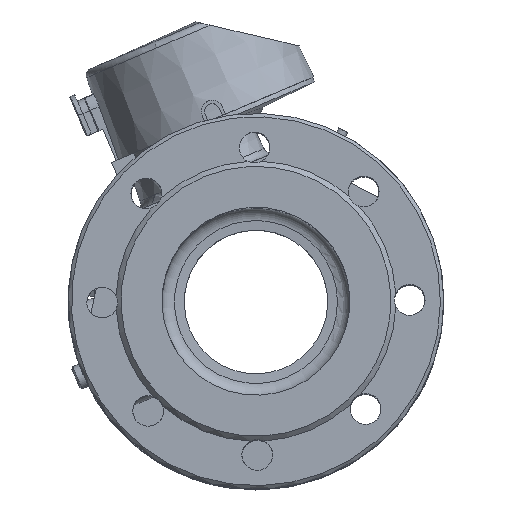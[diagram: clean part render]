
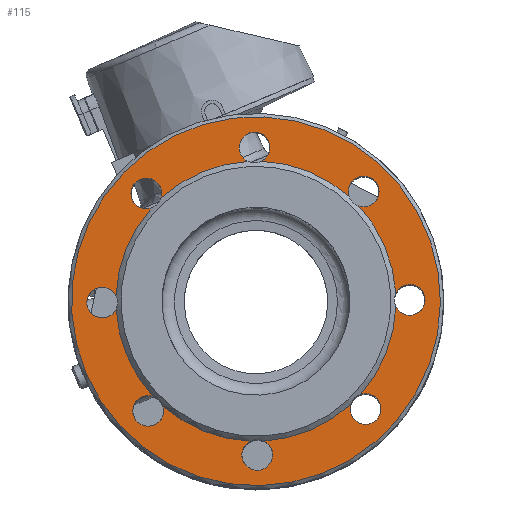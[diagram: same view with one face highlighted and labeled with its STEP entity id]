
A CAD part, top view. The second image highlights one B-rep face of the part: STEP entity #115.
In plain terms, the highlighted planar face has unit normal (0, 0, 1).
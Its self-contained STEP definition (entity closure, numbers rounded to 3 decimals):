
#115=ADVANCED_FACE('',(#856,#858),#860,.F.);
#856=FACE_BOUND('',#857,.T.);
#857=EDGE_LOOP('',(#3218,#3219,#3220,#3221,#3222,#3223,#3224,#3225,#3226,#3227,#3228,
#3229,#3230,#3231,#3232,#3233,#3234,#3235,#3236,#3237,#3238,#3239,#3240));
#858=FACE_OUTER_BOUND('',#859,.T.);
#859=EDGE_LOOP('',(#3241,#3242));
#860=PLANE('',#861);
#861=AXIS2_PLACEMENT_3D('',#862,#863,#864);
#862=CARTESIAN_POINT('',(0.,0.,-10.5));
#863=DIRECTION('',(0.,0.,-1.));
#864=DIRECTION('',(-1.,0.,-0.));
#3218=ORIENTED_EDGE('',*,*,#4799,.F.);
#3219=ORIENTED_EDGE('',*,*,#4800,.F.);
#3220=ORIENTED_EDGE('',*,*,#4772,.F.);
#3221=ORIENTED_EDGE('',*,*,#4801,.F.);
#3222=ORIENTED_EDGE('',*,*,#4802,.F.);
#3223=ORIENTED_EDGE('',*,*,#4770,.F.);
#3224=ORIENTED_EDGE('',*,*,#4803,.F.);
#3225=ORIENTED_EDGE('',*,*,#4767,.F.);
#3226=ORIENTED_EDGE('',*,*,#4804,.F.);
#3227=ORIENTED_EDGE('',*,*,#4764,.F.);
#3228=ORIENTED_EDGE('',*,*,#4805,.F.);
#3229=ORIENTED_EDGE('',*,*,#4806,.F.);
#3230=ORIENTED_EDGE('',*,*,#4762,.F.);
#3231=ORIENTED_EDGE('',*,*,#4807,.F.);
#3232=ORIENTED_EDGE('',*,*,#4808,.F.);
#3233=ORIENTED_EDGE('',*,*,#4760,.F.);
#3234=ORIENTED_EDGE('',*,*,#4778,.F.);
#3235=ORIENTED_EDGE('',*,*,#4809,.F.);
#3236=ORIENTED_EDGE('',*,*,#4810,.F.);
#3237=ORIENTED_EDGE('',*,*,#4776,.F.);
#3238=ORIENTED_EDGE('',*,*,#4811,.F.);
#3239=ORIENTED_EDGE('',*,*,#4812,.F.);
#3240=ORIENTED_EDGE('',*,*,#4774,.F.);
#3241=ORIENTED_EDGE('',*,*,#4813,.F.);
#3242=ORIENTED_EDGE('',*,*,#4814,.F.);
#4760=EDGE_CURVE('',#5630,#5632,#5633,.T.);
#4762=EDGE_CURVE('',#5634,#5636,#5637,.T.);
#4764=EDGE_CURVE('',#5638,#5640,#5641,.T.);
#4767=EDGE_CURVE('',#5644,#5646,#5647,.T.);
#4770=EDGE_CURVE('',#5650,#5652,#5653,.T.);
#4772=EDGE_CURVE('',#5654,#5656,#5657,.T.);
#4774=EDGE_CURVE('',#5658,#5660,#5661,.T.);
#4776=EDGE_CURVE('',#5662,#5664,#5665,.T.);
#4778=EDGE_CURVE('',#5666,#5630,#5668,.T.);
#4799=EDGE_CURVE('',#5707,#5658,#5708,.T.);
#4800=EDGE_CURVE('',#5656,#5707,#5709,.T.);
#4801=EDGE_CURVE('',#5710,#5654,#5711,.T.);
#4802=EDGE_CURVE('',#5652,#5710,#5712,.T.);
#4803=EDGE_CURVE('',#5646,#5650,#5713,.T.);
#4804=EDGE_CURVE('',#5640,#5644,#5714,.T.);
#4805=EDGE_CURVE('',#5715,#5638,#5716,.T.);
#4806=EDGE_CURVE('',#5636,#5715,#5717,.T.);
#4807=EDGE_CURVE('',#5718,#5634,#5719,.T.);
#4808=EDGE_CURVE('',#5632,#5718,#5720,.T.);
#4809=EDGE_CURVE('',#5721,#5666,#5722,.T.);
#4810=EDGE_CURVE('',#5664,#5721,#5723,.T.);
#4811=EDGE_CURVE('',#5724,#5662,#5725,.T.);
#4812=EDGE_CURVE('',#5660,#5724,#5726,.T.);
#4813=EDGE_CURVE('',#5727,#5728,#5729,.T.);
#4814=EDGE_CURVE('',#5728,#5727,#5730,.T.);
#5630=VERTEX_POINT('',#9433);
#5632=VERTEX_POINT('',#9437);
#5633=CIRCLE('',#9438,82.);
#5634=VERTEX_POINT('',#9442);
#5636=VERTEX_POINT('',#9505);
#5637=CIRCLE('',#9506,82.);
#5638=VERTEX_POINT('',#9510);
#5640=VERTEX_POINT('',#9573);
#5641=CIRCLE('',#9574,82.);
#5644=VERTEX_POINT('',#9586);
#5646=VERTEX_POINT('',#9654);
#5647=CIRCLE('',#9655,82.);
#5650=VERTEX_POINT('',#9703);
#5652=VERTEX_POINT('',#9751);
#5653=CIRCLE('',#9752,82.);
#5654=VERTEX_POINT('',#9756);
#5656=VERTEX_POINT('',#9823);
#5657=CIRCLE('',#9824,82.);
#5658=VERTEX_POINT('',#9828);
#5660=VERTEX_POINT('',#9891);
#5661=CIRCLE('',#9892,82.);
#5662=VERTEX_POINT('',#9896);
#5664=VERTEX_POINT('',#9959);
#5665=CIRCLE('',#9960,82.);
#5666=VERTEX_POINT('',#9964);
#5668=CIRCLE('',#10027,82.);
#5707=VERTEX_POINT('',#10127);
#5708=CIRCLE('',#10128,9.);
#5709=CIRCLE('',#10132,9.);
#5710=VERTEX_POINT('',#10136);
#5711=CIRCLE('',#10137,9.);
#5712=CIRCLE('',#10141,9.);
#5713=CIRCLE('',#10145,9.);
#5714=CIRCLE('',#10149,9.);
#5715=VERTEX_POINT('',#10153);
#5716=CIRCLE('',#10154,9.);
#5717=CIRCLE('',#10158,9.);
#5718=VERTEX_POINT('',#10162);
#5719=CIRCLE('',#10163,9.);
#5720=CIRCLE('',#10167,9.);
#5721=VERTEX_POINT('',#10171);
#5722=CIRCLE('',#10172,9.);
#5723=CIRCLE('',#10176,9.);
#5724=VERTEX_POINT('',#10180);
#5725=CIRCLE('',#10181,9.);
#5726=CIRCLE('',#10185,9.);
#5727=VERTEX_POINT('',#10189);
#5728=VERTEX_POINT('',#10190);
#5729=CIRCLE('',#10191,108.);
#5730=CIRCLE('',#10195,108.);
#9433=CARTESIAN_POINT('',(80.785,14.063,-10.5));
#9437=CARTESIAN_POINT('',(77.177,27.709,-10.5));
#9438=AXIS2_PLACEMENT_3D('',#9439,#9440,#9441);
#9439=CARTESIAN_POINT('',(0.,0.,-10.5));
#9440=DIRECTION('',(0.,-0.,1.));
#9441=DIRECTION('',(0.985,0.171,0.));
#9442=CARTESIAN_POINT('',(74.165,34.979,-10.5));
#9505=CARTESIAN_POINT('',(34.979,74.165,-10.5));
#9506=AXIS2_PLACEMENT_3D('',#9507,#9508,#9509);
#9507=CARTESIAN_POINT('',(0.,0.,-10.5));
#9508=DIRECTION('',(0.,-0.,1.));
#9509=DIRECTION('',(0.904,0.427,0.));
#9510=CARTESIAN_POINT('',(27.709,77.177,-10.5));
#9573=CARTESIAN_POINT('',(-27.709,77.177,-10.5));
#9574=AXIS2_PLACEMENT_3D('',#9575,#9576,#9577);
#9575=CARTESIAN_POINT('',(0.,0.,-10.5));
#9576=DIRECTION('',(0.,-0.,1.));
#9577=DIRECTION('',(0.338,0.941,0.));
#9586=CARTESIAN_POINT('',(-34.979,74.165,-10.5));
#9654=CARTESIAN_POINT('',(-74.165,34.979,-10.5));
#9655=AXIS2_PLACEMENT_3D('',#9656,#9657,#9658);
#9656=CARTESIAN_POINT('',(0.,0.,-10.5));
#9657=DIRECTION('',(0.,-0.,1.));
#9658=DIRECTION('',(-0.427,0.904,0.));
#9703=CARTESIAN_POINT('',(-77.177,27.709,-10.5));
#9751=CARTESIAN_POINT('',(-77.177,-27.709,-10.5));
#9752=AXIS2_PLACEMENT_3D('',#9753,#9754,#9755);
#9753=CARTESIAN_POINT('',(0.,0.,-10.5));
#9754=DIRECTION('',(0.,-0.,1.));
#9755=DIRECTION('',(-0.941,0.338,0.));
#9756=CARTESIAN_POINT('',(-74.165,-34.979,-10.5));
#9823=CARTESIAN_POINT('',(-34.979,-74.165,-10.5));
#9824=AXIS2_PLACEMENT_3D('',#9825,#9826,#9827);
#9825=CARTESIAN_POINT('',(0.,0.,-10.5));
#9826=DIRECTION('',(-0.,0.,1.));
#9827=DIRECTION('',(-0.904,-0.427,0.));
#9828=CARTESIAN_POINT('',(-27.709,-77.177,-10.5));
#9891=CARTESIAN_POINT('',(27.709,-77.177,-10.5));
#9892=AXIS2_PLACEMENT_3D('',#9893,#9894,#9895);
#9893=CARTESIAN_POINT('',(0.,0.,-10.5));
#9894=DIRECTION('',(-0.,0.,1.));
#9895=DIRECTION('',(-0.338,-0.941,0.));
#9896=CARTESIAN_POINT('',(34.979,-74.165,-10.5));
#9959=CARTESIAN_POINT('',(74.165,-34.979,-10.5));
#9960=AXIS2_PLACEMENT_3D('',#9961,#9962,#9963);
#9961=CARTESIAN_POINT('',(0.,0.,-10.5));
#9962=DIRECTION('',(-0.,0.,1.));
#9963=DIRECTION('',(0.427,-0.904,0.));
#9964=CARTESIAN_POINT('',(77.177,-27.709,-10.5));
#10027=AXIS2_PLACEMENT_3D('',#10028,#10029,#10030);
#10028=CARTESIAN_POINT('',(0.,0.,-10.5));
#10029=DIRECTION('',(-0.,0.,1.));
#10030=DIRECTION('',(0.941,-0.338,0.));
#10127=CARTESIAN_POINT('',(-42.856,-86.343,-10.5));
#10128=AXIS2_PLACEMENT_3D('',#10129,#10130,#10131);
#10129=CARTESIAN_POINT('',(-34.442,-83.149,-10.5));
#10130=DIRECTION('',(-0.,0.,1.));
#10131=DIRECTION('',(-0.935,-0.355,0.));
#10132=AXIS2_PLACEMENT_3D('',#10133,#10134,#10135);
#10133=CARTESIAN_POINT('',(-34.442,-83.149,-10.5));
#10134=DIRECTION('',(0.,-0.,1.));
#10135=DIRECTION('',(-0.06,0.998,0.));
#10136=CARTESIAN_POINT('',(-91.357,-38.132,-10.5));
#10137=AXIS2_PLACEMENT_3D('',#10138,#10139,#10140);
#10138=CARTESIAN_POINT('',(-83.149,-34.442,-10.5));
#10139=DIRECTION('',(-0.,0.,1.));
#10140=DIRECTION('',(-0.912,-0.41,0.));
#10141=AXIS2_PLACEMENT_3D('',#10142,#10143,#10144);
#10142=CARTESIAN_POINT('',(-83.149,-34.442,-10.5));
#10143=DIRECTION('',(0.,-0.,1.));
#10144=DIRECTION('',(0.664,0.748,0.));
#10145=AXIS2_PLACEMENT_3D('',#10146,#10147,#10148);
#10146=CARTESIAN_POINT('',(-83.149,34.442,-10.5));
#10147=DIRECTION('',(0.,-0.,1.));
#10148=DIRECTION('',(0.998,0.06,0.));
#10149=AXIS2_PLACEMENT_3D('',#10150,#10151,#10152);
#10150=CARTESIAN_POINT('',(-34.442,83.149,-10.5));
#10151=DIRECTION('',(-0.,0.,1.));
#10152=DIRECTION('',(0.748,-0.664,0.));
#10153=CARTESIAN_POINT('',(37.636,74.735,-10.5));
#10154=AXIS2_PLACEMENT_3D('',#10155,#10156,#10157);
#10155=CARTESIAN_POINT('',(34.442,83.149,-10.5));
#10156=DIRECTION('',(-0.,0.,1.));
#10157=DIRECTION('',(0.355,-0.935,0.));
#10158=AXIS2_PLACEMENT_3D('',#10159,#10160,#10161);
#10159=CARTESIAN_POINT('',(34.442,83.149,-10.5));
#10160=DIRECTION('',(-0.,0.,1.));
#10161=DIRECTION('',(0.06,-0.998,0.));
#10162=CARTESIAN_POINT('',(82.88,25.446,-10.5));
#10163=AXIS2_PLACEMENT_3D('',#10164,#10165,#10166);
#10164=CARTESIAN_POINT('',(83.149,34.442,-10.5));
#10165=DIRECTION('',(-0.,0.,1.));
#10166=DIRECTION('',(-0.03,-1.,0.));
#10167=AXIS2_PLACEMENT_3D('',#10168,#10169,#10170);
#10168=CARTESIAN_POINT('',(83.149,34.442,-10.5));
#10169=DIRECTION('',(-0.,0.,1.));
#10170=DIRECTION('',(-0.664,-0.748,0.));
#10171=CARTESIAN_POINT('',(79.458,-42.65,-10.5));
#10172=AXIS2_PLACEMENT_3D('',#10173,#10174,#10175);
#10173=CARTESIAN_POINT('',(83.149,-34.442,-10.5));
#10174=DIRECTION('',(-0.,0.,1.));
#10175=DIRECTION('',(-0.41,-0.912,0.));
#10176=AXIS2_PLACEMENT_3D('',#10177,#10178,#10179);
#10177=CARTESIAN_POINT('',(83.149,-34.442,-10.5));
#10178=DIRECTION('',(-0.,0.,1.));
#10179=DIRECTION('',(-0.998,-0.06,0.));
#10180=CARTESIAN_POINT('',(27.89,-89.32,-10.5));
#10181=AXIS2_PLACEMENT_3D('',#10182,#10183,#10184);
#10182=CARTESIAN_POINT('',(34.442,-83.149,-10.5));
#10183=DIRECTION('',(-0.,0.,1.));
#10184=DIRECTION('',(-0.728,-0.686,0.));
#10185=AXIS2_PLACEMENT_3D('',#10186,#10187,#10188);
#10186=CARTESIAN_POINT('',(34.442,-83.149,-10.5));
#10187=DIRECTION('',(0.,-0.,1.));
#10188=DIRECTION('',(-0.748,0.664,0.));
#10189=CARTESIAN_POINT('',(76.368,76.368,-10.5));
#10190=CARTESIAN_POINT('',(-108.,0.,-10.5));
#10191=AXIS2_PLACEMENT_3D('',#10192,#10193,#10194);
#10192=CARTESIAN_POINT('',(0.,0.,-10.5));
#10193=DIRECTION('',(0.,0.,-1.));
#10194=DIRECTION('',(0.707,0.707,0.));
#10195=AXIS2_PLACEMENT_3D('',#10196,#10197,#10198);
#10196=CARTESIAN_POINT('',(0.,0.,-10.5));
#10197=DIRECTION('',(0.,0.,-1.));
#10198=DIRECTION('',(-1.,0.,0.));
